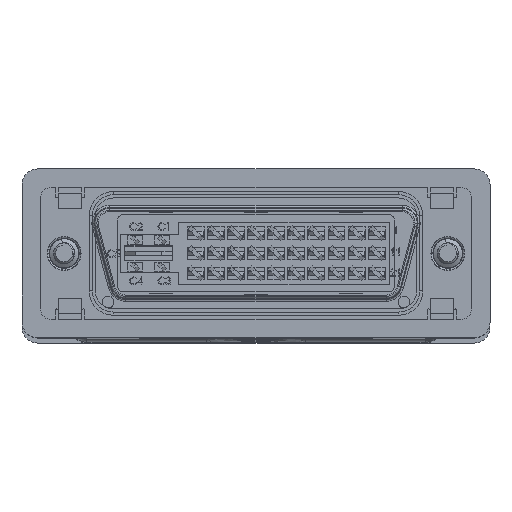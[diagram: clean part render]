
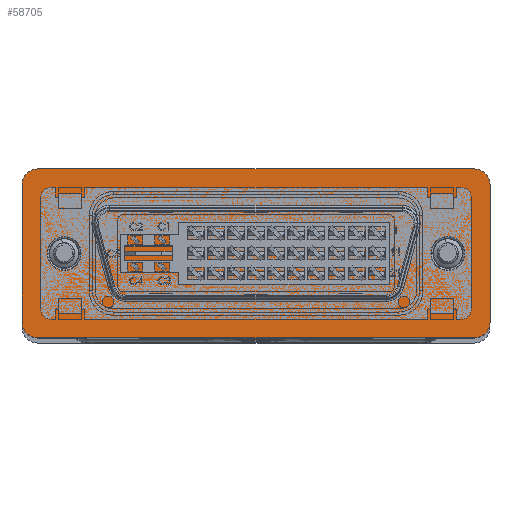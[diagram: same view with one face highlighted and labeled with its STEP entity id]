
A CAD part, top view. The second image highlights one B-rep face of the part: STEP entity #58705.
In plain terms, the highlighted planar face has unit normal (0, 0, 1).
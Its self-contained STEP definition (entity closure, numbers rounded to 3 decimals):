
#21275 = DIRECTION ( 'NONE',  ( 0., 0., -1. ) ) ;
#21281 = CARTESIAN_POINT ( 'NONE',  ( 22.15, 8., 0. ) ) ;
#21283 = PLANE ( 'NONE',  #52664 ) ;
#21285 = DIRECTION ( 'NONE',  ( -1., 0., 0. ) ) ;
#23606 = VERTEX_POINT ( 'NONE', #35775 ) ;
#24422 = VERTEX_POINT ( 'NONE', #37365 ) ;
#24614 = VERTEX_POINT ( 'NONE', #37452 ) ;
#24834 = VERTEX_POINT ( 'NONE', #37549 ) ;
#25643 = VERTEX_POINT ( 'NONE', #37732 ) ;
#25877 = VERTEX_POINT ( 'NONE', #37903 ) ;
#33006 = EDGE_LOOP ( 'NONE', ( #79827, #79832, #79835, #79839, #79844, #79847, #79850, #79854 ) ) ;
#33008 = EDGE_LOOP ( 'NONE', ( #79812, #79816 ) ) ;
#33012 = EDGE_LOOP ( 'NONE', ( #79819, #79823 ) ) ;
#33260 = AXIS2_PLACEMENT_3D ( 'NONE', #71774, #71776, #71778 ) ;
#33276 = AXIS2_PLACEMENT_3D ( 'NONE', #72009, #72012, #72013 ) ;
#33345 = AXIS2_PLACEMENT_3D ( 'NONE', #79798, #79800, #79802 ) ;
#33346 = AXIS2_PLACEMENT_3D ( 'NONE', #79806, #79807, #79809 ) ;
#33347 = AXIS2_PLACEMENT_3D ( 'NONE', #79813, #79815, #79817 ) ;
#33348 = AXIS2_PLACEMENT_3D ( 'NONE', #79820, #79822, #79824 ) ;
#33349 = AXIS2_PLACEMENT_3D ( 'NONE', #79829, #79831, #79833 ) ;
#33350 = AXIS2_PLACEMENT_3D ( 'NONE', #79838, #79840, #79841 ) ;
#35775 = CARTESIAN_POINT ( 'NONE',  ( -22.15, 6.5, 0. ) ) ;
#37365 = CARTESIAN_POINT ( 'NONE',  ( 22.15, -6.5, 0. ) ) ;
#37452 = CARTESIAN_POINT ( 'NONE',  ( 22.15, 6.5, 0. ) ) ;
#37549 = CARTESIAN_POINT ( 'NONE',  ( -22.15, -6.5, 0. ) ) ;
#37732 = CARTESIAN_POINT ( 'NONE',  ( -20.65, 8., 0. ) ) ;
#37903 = CARTESIAN_POINT ( 'NONE',  ( 20.65, 8., 0. ) ) ;
#45557 = CARTESIAN_POINT ( 'NONE',  ( -19.76, 0., 0. ) ) ;
#45572 = CARTESIAN_POINT ( 'NONE',  ( -16.56, 0., 0. ) ) ;
#45622 = CARTESIAN_POINT ( 'NONE',  ( 16.56, 0., 0. ) ) ;
#45648 = CARTESIAN_POINT ( 'NONE',  ( 20.65, -8., 0. ) ) ;
#45678 = CARTESIAN_POINT ( 'NONE',  ( 19.76, 0., 0. ) ) ;
#45784 = CARTESIAN_POINT ( 'NONE',  ( -20.65, -8., 0. ) ) ;
#46417 = VERTEX_POINT ( 'NONE', #45557 ) ;
#46425 = VERTEX_POINT ( 'NONE', #45572 ) ;
#46452 = VERTEX_POINT ( 'NONE', #45622 ) ;
#46466 = VERTEX_POINT ( 'NONE', #45648 ) ;
#46482 = VERTEX_POINT ( 'NONE', #45678 ) ;
#46547 = VERTEX_POINT ( 'NONE', #45784 ) ;
#49525 = EDGE_CURVE ( 'NONE', #46482, #46452, #66772, .T. ) ;
#49551 = EDGE_CURVE ( 'NONE', #46425, #46417, #66895, .T. ) ;
#49730 = EDGE_CURVE ( 'NONE', #46547, #46466, #67641, .T. ) ;
#49808 = EDGE_CURVE ( 'NONE', #24422, #24614, #67923, .T. ) ;
#49811 = EDGE_CURVE ( 'NONE', #23606, #24834, #67941, .T. ) ;
#49830 = EDGE_CURVE ( 'NONE', #25877, #25643, #68037, .T. ) ;
#49842 = EDGE_CURVE ( 'NONE', #46452, #46482, #68094, .T. ) ;
#49843 = EDGE_CURVE ( 'NONE', #46417, #46425, #68097, .T. ) ;
#49844 = EDGE_CURVE ( 'NONE', #24834, #46547, #68100, .T. ) ;
#49845 = EDGE_CURVE ( 'NONE', #46466, #24422, #68103, .T. ) ;
#49846 = EDGE_CURVE ( 'NONE', #24614, #25877, #68106, .T. ) ;
#49847 = EDGE_CURVE ( 'NONE', #25643, #23606, #68109, .T. ) ;
#52664 = AXIS2_PLACEMENT_3D ( 'NONE', #21281, #21275, #21285 ) ;
#58705 = ADVANCED_FACE ( 'NONE', ( #79173, #79214, #79209 ), #21283, .F. ) ;
#66772 = CIRCLE ( 'NONE', #33260, 1.6 ) ;
#66895 = CIRCLE ( 'NONE', #33276, 1.6 ) ;
#67641 = LINE ( 'NONE', #73727, #67651 ) ;
#67651 = VECTOR ( 'NONE', #73731, 1000. ) ;
#67923 = LINE ( 'NONE', #79582, #67932 ) ;
#67932 = VECTOR ( 'NONE', #79584, 1000. ) ;
#67941 = LINE ( 'NONE', #79595, #67950 ) ;
#67950 = VECTOR ( 'NONE', #79598, 1000. ) ;
#68037 = LINE ( 'NONE', #79699, #68046 ) ;
#68046 = VECTOR ( 'NONE', #79702, 1000. ) ;
#68094 = CIRCLE ( 'NONE', #33345, 1.6 ) ;
#68097 = CIRCLE ( 'NONE', #33346, 1.6 ) ;
#68100 = CIRCLE ( 'NONE', #33347, 1.5 ) ;
#68103 = CIRCLE ( 'NONE', #33348, 1.5 ) ;
#68106 = CIRCLE ( 'NONE', #33349, 1.5 ) ;
#68109 = CIRCLE ( 'NONE', #33350, 1.5 ) ;
#71774 = CARTESIAN_POINT ( 'NONE',  ( 18.16, 0., 0. ) ) ;
#71776 = DIRECTION ( 'NONE',  ( 0., 0., 1. ) ) ;
#71778 = DIRECTION ( 'NONE',  ( 1., 0., 0. ) ) ;
#72009 = CARTESIAN_POINT ( 'NONE',  ( -18.16, 0., 0. ) ) ;
#72012 = DIRECTION ( 'NONE',  ( 0., 0., -1. ) ) ;
#72013 = DIRECTION ( 'NONE',  ( -1., 0., 0. ) ) ;
#73727 = CARTESIAN_POINT ( 'NONE',  ( -22.15, -8., 0. ) ) ;
#73731 = DIRECTION ( 'NONE',  ( 1., 0., 0. ) ) ;
#79173 = FACE_BOUND ( 'NONE', #33008, .T. ) ;
#79209 = FACE_OUTER_BOUND ( 'NONE', #33006, .T. ) ;
#79214 = FACE_BOUND ( 'NONE', #33012, .T. ) ;
#79582 = CARTESIAN_POINT ( 'NONE',  ( 22.15, -8., 0. ) ) ;
#79584 = DIRECTION ( 'NONE',  ( 0., 1., 0. ) ) ;
#79595 = CARTESIAN_POINT ( 'NONE',  ( -22.15, -8., 0. ) ) ;
#79598 = DIRECTION ( 'NONE',  ( 0., -1., 0. ) ) ;
#79699 = CARTESIAN_POINT ( 'NONE',  ( -22.15, 8., 0. ) ) ;
#79702 = DIRECTION ( 'NONE',  ( -1., 0., 0. ) ) ;
#79798 = CARTESIAN_POINT ( 'NONE',  ( 18.16, 0., 0. ) ) ;
#79800 = DIRECTION ( 'NONE',  ( 0., 0., 1. ) ) ;
#79802 = DIRECTION ( 'NONE',  ( 1., 0., 0. ) ) ;
#79806 = CARTESIAN_POINT ( 'NONE',  ( -18.16, 0., 0. ) ) ;
#79807 = DIRECTION ( 'NONE',  ( 0., 0., -1. ) ) ;
#79809 = DIRECTION ( 'NONE',  ( -1., 0., 0. ) ) ;
#79812 = ORIENTED_EDGE ( 'NONE', *, *, #49525, .F. ) ;
#79813 = CARTESIAN_POINT ( 'NONE',  ( -20.65, -6.5, 0. ) ) ;
#79815 = DIRECTION ( 'NONE',  ( 0., 0., 1. ) ) ;
#79816 = ORIENTED_EDGE ( 'NONE', *, *, #49842, .F. ) ;
#79817 = DIRECTION ( 'NONE',  ( -1., 0., 0. ) ) ;
#79819 = ORIENTED_EDGE ( 'NONE', *, *, #49843, .T. ) ;
#79820 = CARTESIAN_POINT ( 'NONE',  ( 20.65, -6.5, 0. ) ) ;
#79822 = DIRECTION ( 'NONE',  ( 0., 0., 1. ) ) ;
#79823 = ORIENTED_EDGE ( 'NONE', *, *, #49551, .T. ) ;
#79824 = DIRECTION ( 'NONE',  ( -1., 0., 0. ) ) ;
#79827 = ORIENTED_EDGE ( 'NONE', *, *, #49811, .T. ) ;
#79829 = CARTESIAN_POINT ( 'NONE',  ( 20.65, 6.5, 0. ) ) ;
#79831 = DIRECTION ( 'NONE',  ( 0., 0., 1. ) ) ;
#79832 = ORIENTED_EDGE ( 'NONE', *, *, #49844, .T. ) ;
#79833 = DIRECTION ( 'NONE',  ( -1., 0., 0. ) ) ;
#79835 = ORIENTED_EDGE ( 'NONE', *, *, #49730, .T. ) ;
#79838 = CARTESIAN_POINT ( 'NONE',  ( -20.65, 6.5, 0. ) ) ;
#79839 = ORIENTED_EDGE ( 'NONE', *, *, #49845, .T. ) ;
#79840 = DIRECTION ( 'NONE',  ( 0., 0., 1. ) ) ;
#79841 = DIRECTION ( 'NONE',  ( -1., 0., 0. ) ) ;
#79844 = ORIENTED_EDGE ( 'NONE', *, *, #49808, .T. ) ;
#79847 = ORIENTED_EDGE ( 'NONE', *, *, #49846, .T. ) ;
#79850 = ORIENTED_EDGE ( 'NONE', *, *, #49830, .T. ) ;
#79854 = ORIENTED_EDGE ( 'NONE', *, *, #49847, .T. ) ;
